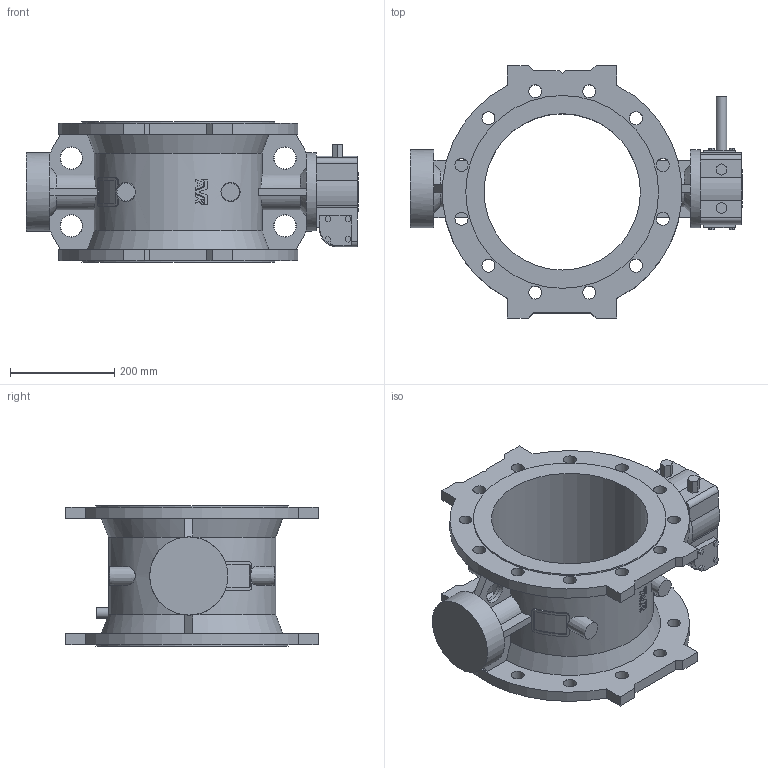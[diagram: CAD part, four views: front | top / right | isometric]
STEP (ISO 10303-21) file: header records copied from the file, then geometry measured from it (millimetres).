
FILE_DESCRIPTION (( 'STEP AP203' ), '1' );
FILE_NAME ('O_756_106_DN300_0XX_AA0_step.step', '2016-03-09T09:18:11', ( 'Windows User' ), ( 'AVK' ), 'SwSTEP 2.0', 'SolidWorks 2012', '' );
FILE_SCHEMA (( 'CONFIG_CONTROL_DESIGN' ));
Length unit declared in the file: millimetre
Products named in the file (1): O_756_106_DN300_0XX_AA0_step
Bounding box: 637 x 484 x 270 mm (x, y, z)
Volume: 11366763.6 mm3; surface area: 1188360.5 mm2
Topology: 1 solids, 1 shells, 431 faces, 1187 edges, 787 vertices
Faces by surface type: plane 254, bspline 86, cylinder 67, cone 24
Full cylindrical faces by diameter (mm): 20 x1, 25 x24, 73 x1, 150 x2, 300 x1, 370 x2
Entity records: 18824 total; most frequent: CARTESIAN_POINT 8554, ORIENTED_EDGE 2270, DIRECTION 1707, EDGE_CURVE 1135, VERTEX_POINT 778, VECTOR 665, LINE 665, EDGE_LOOP 561
